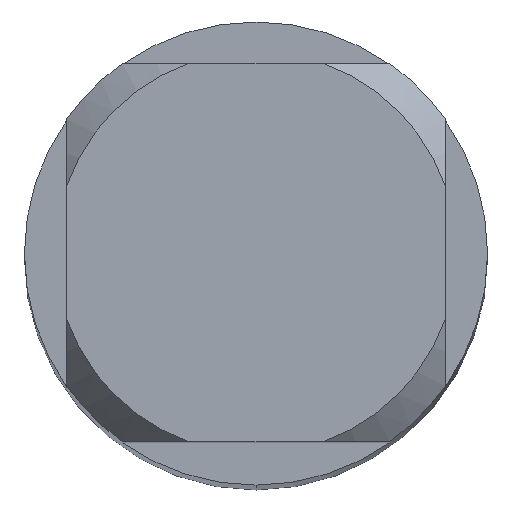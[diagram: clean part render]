
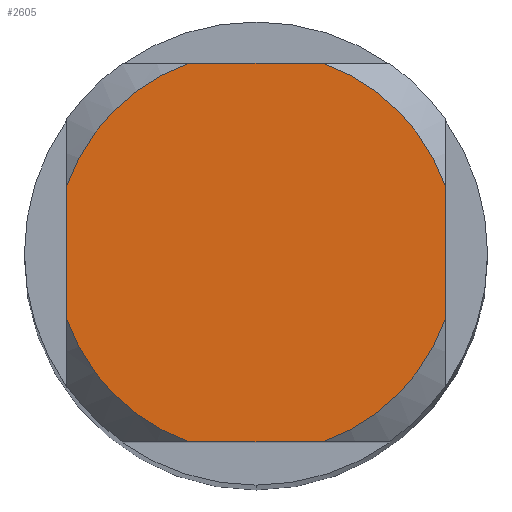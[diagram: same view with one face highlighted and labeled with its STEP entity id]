
A CAD part, top view. The second image highlights one B-rep face of the part: STEP entity #2605.
In plain terms, the highlighted planar face has unit normal (0, 0, 1).
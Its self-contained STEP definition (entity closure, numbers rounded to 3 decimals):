
#1205=VERTEX_POINT('',#3549);
#1823=EDGE_CURVE('',#3145,#1859,#4226,.T.);
#1841=VERTEX_POINT('',#4245);
#1859=VERTEX_POINT('',#4266);
#2153=VERTEX_POINT('',#4575);
#2219=VERTEX_POINT('',#4648);
#2229=EDGE_CURVE('',#2219,#2273,#4659,.T.);
#2273=VERTEX_POINT('',#4707);
#2363=EDGE_CURVE('',#1841,#3419,#4806,.T.);
#2403=EDGE_CURVE('',#2219,#1859,#4852,.T.);
#2571=EDGE_CURVE('',#1205,#2153,#5035,.T.);
#2605=ADVANCED_FACE('',(#5071),#5072,.T.);
#2667=EDGE_CURVE('',#1205,#2273,#5138,.T.);
#2911=EDGE_CURVE('',#3145,#3419,#5406,.T.);
#3145=VERTEX_POINT('',#5663);
#3381=EDGE_CURVE('',#1841,#2153,#5920,.T.);
#3419=VERTEX_POINT('',#5963);
#3549=CARTESIAN_POINT('',(-0.87,-2.45,0.0));
#4226=LINE('',#8196,#8197);
#4245=CARTESIAN_POINT('',(2.45,-0.87,0.0));
#4266=CARTESIAN_POINT('',(-0.87,2.45,0.0));
#4575=CARTESIAN_POINT('',(0.87,-2.45,0.0));
#4648=CARTESIAN_POINT('',(-2.45,0.87,0.0));
#4659=LINE('',#9466,#9467);
#4707=CARTESIAN_POINT('',(-2.45,-0.87,0.0));
#4806=LINE('',#9832,#9833);
#4852=CIRCLE('',#10151,2.6);
#5035=LINE('',#10578,#10579);
#5071=FACE_OUTER_BOUND('',#10635,.T.);
#5072=PLANE('',#10636);
#5138=CIRCLE('',#10821,2.6);
#5406=CIRCLE('',#11452,2.6);
#5663=CARTESIAN_POINT('',(0.87,2.45,0.0));
#5920=CIRCLE('',#12982,2.6);
#5963=CARTESIAN_POINT('',(2.45,0.87,0.0));
#8196=CARTESIAN_POINT('',(0.0,2.45,0.0));
#8197=VECTOR('',#13994,1.0);
#9466=CARTESIAN_POINT('',(-2.45,0.65,0.0));
#9467=VECTOR('',#14428,1.0);
#9832=CARTESIAN_POINT('',(2.45,0.65,0.0));
#9833=VECTOR('',#14566,1.0);
#10151=AXIS2_PLACEMENT_3D('',#14691,#14692,#14693);
#10578=CARTESIAN_POINT('',(0.0,-2.45,0.0));
#10579=VECTOR('',#14891,1.0);
#10635=EDGE_LOOP('',(#14929,#14930,#14931,#14932,#14933,#14934,#14935,#14936));
#10636=AXIS2_PLACEMENT_3D('',#14937,#14938,#14939);
#10821=AXIS2_PLACEMENT_3D('',#14997,#14998,#14999);
#11452=AXIS2_PLACEMENT_3D('',#15296,#15297,#15298);
#12982=AXIS2_PLACEMENT_3D('',#15885,#15886,#15887);
#13994=DIRECTION('',(-1.0,0.0,0.0));
#14428=DIRECTION('',(-0.0,-1.0,0.0));
#14566=DIRECTION('',(-0.0,1.0,0.0));
#14691=CARTESIAN_POINT('',(0.0,0.0,0.0));
#14692=DIRECTION('',(0.0,0.0,-1.0));
#14693=DIRECTION('',(0.0,1.0,0.0));
#14891=DIRECTION('',(1.0,0.0,0.0));
#14929=ORIENTED_EDGE('',*,*,#2229,.T.);
#14930=ORIENTED_EDGE('',*,*,#2667,.F.);
#14931=ORIENTED_EDGE('',*,*,#2571,.T.);
#14932=ORIENTED_EDGE('',*,*,#3381,.F.);
#14933=ORIENTED_EDGE('',*,*,#2363,.T.);
#14934=ORIENTED_EDGE('',*,*,#2911,.F.);
#14935=ORIENTED_EDGE('',*,*,#1823,.T.);
#14936=ORIENTED_EDGE('',*,*,#2403,.F.);
#14937=CARTESIAN_POINT('',(0.0,1.3,0.0));
#14938=DIRECTION('',(-0.0,0.0,1.0));
#14939=DIRECTION('',(0.0,-1.0,0.0));
#14997=CARTESIAN_POINT('',(0.0,0.0,0.0));
#14998=DIRECTION('',(0.0,0.0,-1.0));
#14999=DIRECTION('',(0.0,1.0,0.0));
#15296=CARTESIAN_POINT('',(0.0,0.0,0.0));
#15297=DIRECTION('',(0.0,0.0,-1.0));
#15298=DIRECTION('',(0.0,1.0,0.0));
#15885=CARTESIAN_POINT('',(0.0,0.0,0.0));
#15886=DIRECTION('',(0.0,0.0,-1.0));
#15887=DIRECTION('',(0.0,1.0,0.0));
